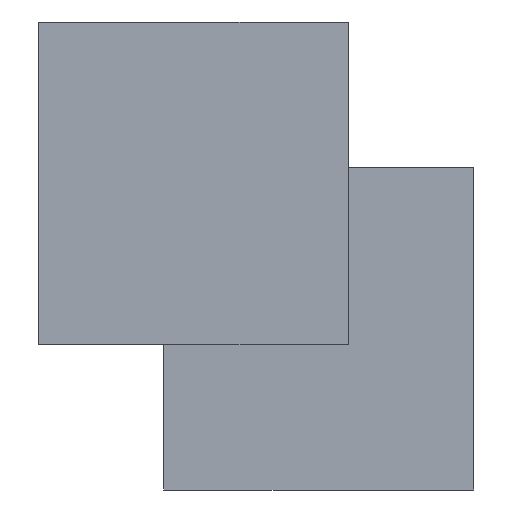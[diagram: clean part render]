
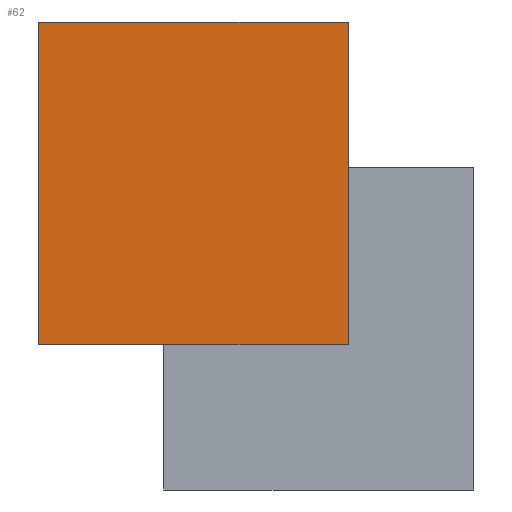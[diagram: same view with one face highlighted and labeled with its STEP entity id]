
A CAD part, front view. The second image highlights one B-rep face of the part: STEP entity #62.
In plain terms, the highlighted planar face has unit normal (0, -1, 0).
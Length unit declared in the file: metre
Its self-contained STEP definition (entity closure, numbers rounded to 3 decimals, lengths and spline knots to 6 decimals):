
#62=ADVANCED_FACE('',(#119),#120,.F.);
#119=FACE_OUTER_BOUND('',#177,.T.);
#120=PLANE('',#178);
#177=EDGE_LOOP('',(#245,#246,#247,#248));
#178=AXIS2_PLACEMENT_3D('',#249,#250,#251);
#245=ORIENTED_EDGE('',*,*,#360,.T.);
#246=ORIENTED_EDGE('',*,*,#361,.F.);
#247=ORIENTED_EDGE('',*,*,#362,.F.);
#248=ORIENTED_EDGE('',*,*,#363,.F.);
#249=CARTESIAN_POINT('',(-3.45,-1.7,2.45));
#250=DIRECTION('',(0.0,1.0,0.0));
#251=DIRECTION('',(0.0,0.0,1.0));
#360=EDGE_CURVE('',#424,#425,#426,.T.);
#361=EDGE_CURVE('',#427,#425,#428,.T.);
#362=EDGE_CURVE('',#429,#427,#430,.T.);
#363=EDGE_CURVE('',#424,#429,#431,.T.);
#424=VERTEX_POINT('',#511);
#425=VERTEX_POINT('',#512);
#426=LINE('',#513,#514);
#427=VERTEX_POINT('',#515);
#428=LINE('',#516,#517);
#429=VERTEX_POINT('',#518);
#430=LINE('',#519,#520);
#431=LINE('',#521,#522);
#511=CARTESIAN_POINT('',(-5.8,-1.7,4.9));
#512=CARTESIAN_POINT('',(-5.8,-1.7,0.0));
#513=CARTESIAN_POINT('',(-5.8,-1.7,2.45));
#514=VECTOR('',#580,1.0);
#515=CARTESIAN_POINT('',(-1.1,-1.7,0.0));
#516=CARTESIAN_POINT('',(-3.45,-1.7,0.0));
#517=VECTOR('',#581,1.0);
#518=CARTESIAN_POINT('',(-1.1,-1.7,4.9));
#519=CARTESIAN_POINT('',(-1.1,-1.7,2.45));
#520=VECTOR('',#582,1.0);
#521=CARTESIAN_POINT('',(-3.45,-1.7,4.9));
#522=VECTOR('',#583,1.0);
#580=DIRECTION('',(0.0,0.0,-1.0));
#581=DIRECTION('',(-1.0,0.0,0.0));
#582=DIRECTION('',(0.0,0.0,-1.0));
#583=DIRECTION('',(1.0,0.0,0.0));
